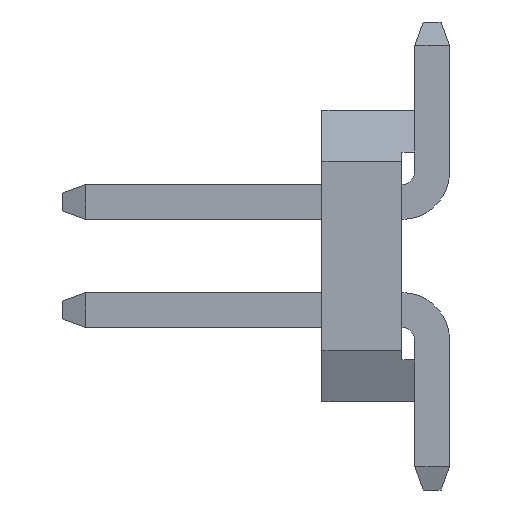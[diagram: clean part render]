
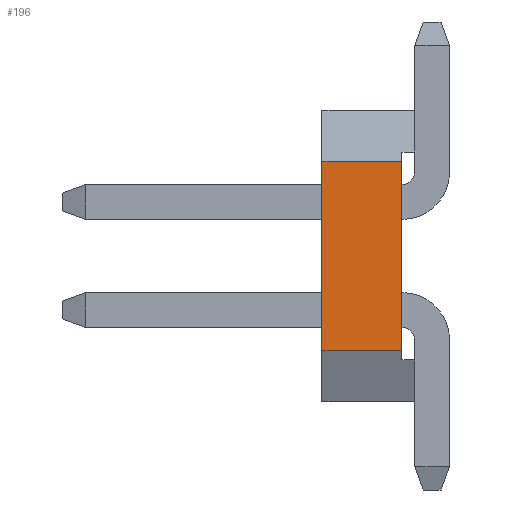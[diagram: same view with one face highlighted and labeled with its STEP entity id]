
A CAD part, left-side view. The second image highlights one B-rep face of the part: STEP entity #196.
In plain terms, the highlighted planar face has unit normal (-1, 0, 0).
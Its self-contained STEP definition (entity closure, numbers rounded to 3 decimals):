
#54 = VERTEX_POINT ( 'NONE', #2575 ) ;
#99 = PLANE ( 'NONE',  #1649 ) ;
#196 = ADVANCED_FACE ( 'NONE', ( #2522 ), #99, .T. ) ;
#270 = LINE ( 'NONE', #1107, #1702 ) ;
#320 = ORIENTED_EDGE ( 'NONE', *, *, #1385, .F. ) ;
#371 = EDGE_CURVE ( 'NONE', #54, #753, #270, .T. ) ;
#459 = ORIENTED_EDGE ( 'NONE', *, *, #1223, .F. ) ;
#605 = EDGE_CURVE ( 'NONE', #753, #967, #2373, .T. ) ;
#748 = VECTOR ( 'NONE', #2226, 1000. ) ;
#753 = VERTEX_POINT ( 'NONE', #2581 ) ;
#823 = ORIENTED_EDGE ( 'NONE', *, *, #605, .F. ) ;
#959 = EDGE_LOOP ( 'NONE', ( #320, #823, #1730, #459 ) ) ;
#967 = VERTEX_POINT ( 'NONE', #1607 ) ;
#1029 = DIRECTION ( 'NONE',  ( 0., -1., 0. ) ) ;
#1107 = CARTESIAN_POINT ( 'NONE',  ( -1.905, 1.5, 1.715 ) ) ;
#1223 = EDGE_CURVE ( 'NONE', #2626, #54, #2136, .T. ) ;
#1385 = EDGE_CURVE ( 'NONE', #967, #2626, #3046, .T. ) ;
#1420 = CARTESIAN_POINT ( 'NONE',  ( -1.905, 0.56, -1.115 ) ) ;
#1468 = DIRECTION ( 'NONE',  ( -1., 0., 0. ) ) ;
#1607 = CARTESIAN_POINT ( 'NONE',  ( -1.905, 0.56, 1.115 ) ) ;
#1649 = AXIS2_PLACEMENT_3D ( 'NONE', #2255, #1468, #2992 ) ;
#1702 = VECTOR ( 'NONE', #3462, 1000. ) ;
#1730 = ORIENTED_EDGE ( 'NONE', *, *, #371, .F. ) ;
#1887 = DIRECTION ( 'NONE',  ( 0., 1., 0. ) ) ;
#2136 = LINE ( 'NONE', #2993, #2779 ) ;
#2142 = CARTESIAN_POINT ( 'NONE',  ( -1.905, -5.126, 1.115 ) ) ;
#2226 = DIRECTION ( 'NONE',  ( 0., 0., -1. ) ) ;
#2255 = CARTESIAN_POINT ( 'NONE',  ( -1.905, -5.126, 1.715 ) ) ;
#2256 = CARTESIAN_POINT ( 'NONE',  ( -1.905, 0.56, 1.715 ) ) ;
#2373 = LINE ( 'NONE', #2142, #2988 ) ;
#2522 = FACE_OUTER_BOUND ( 'NONE', #959, .T. ) ;
#2575 = CARTESIAN_POINT ( 'NONE',  ( -1.905, 1.5, -1.115 ) ) ;
#2581 = CARTESIAN_POINT ( 'NONE',  ( -1.905, 1.5, 1.115 ) ) ;
#2626 = VERTEX_POINT ( 'NONE', #1420 ) ;
#2779 = VECTOR ( 'NONE', #1887, 1000. ) ;
#2988 = VECTOR ( 'NONE', #1029, 1000. ) ;
#2992 = DIRECTION ( 'NONE',  ( 0., 0., 1. ) ) ;
#2993 = CARTESIAN_POINT ( 'NONE',  ( -1.905, -5.126, -1.115 ) ) ;
#3046 = LINE ( 'NONE', #2256, #748 ) ;
#3462 = DIRECTION ( 'NONE',  ( 0., 0., 1. ) ) ;
